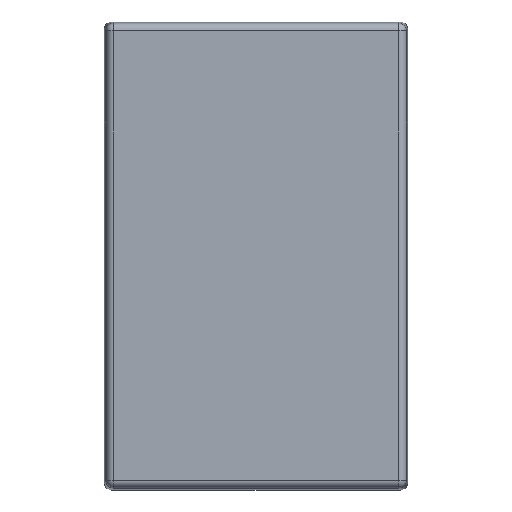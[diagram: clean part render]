
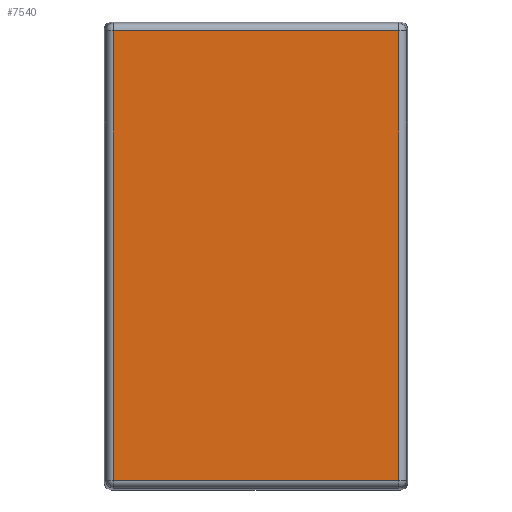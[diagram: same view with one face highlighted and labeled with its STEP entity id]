
A CAD part, top view. The second image highlights one B-rep face of the part: STEP entity #7540.
In plain terms, the highlighted planar face has unit normal (0, 0, 1).
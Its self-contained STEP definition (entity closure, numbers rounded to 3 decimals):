
#7150=CARTESIAN_POINT('',(0.,0.,15.));
#7160=DIRECTION('',(0.,-0.,1.));
#7170=DIRECTION('',(1.,0.,-0.));
#7180=AXIS2_PLACEMENT_3D('',#7150,#7160,#7170);
#7190=PLANE('',#7180);
#7200=CARTESIAN_POINT('',(30.683,0.,15.));
#7210=DIRECTION('',(0.,-1.,0.));
#7220=VECTOR('',#7210,1.);
#7230=LINE('',#7200,#7220);
#7240=CARTESIAN_POINT('',(30.683,80.804,15.));
#7250=VERTEX_POINT('',#7240);
#7260=CARTESIAN_POINT('',(30.683,45.256,15.));
#7270=VERTEX_POINT('',#7260);
#7280=EDGE_CURVE('',#7250,#7270,#7230,.T.);
#7290=ORIENTED_EDGE('',*,*,#7280,.F.);
#7300=CARTESIAN_POINT('',(0.,45.256,15.));
#7310=DIRECTION('',(-1.,0.,0.));
#7320=VECTOR('',#7310,1.);
#7330=LINE('',#7300,#7320);
#7340=CARTESIAN_POINT('',(8.135,45.256,15.));
#7350=VERTEX_POINT('',#7340);
#7360=EDGE_CURVE('',#7270,#7350,#7330,.T.);
#7370=ORIENTED_EDGE('',*,*,#7360,.F.);
#7380=CARTESIAN_POINT('',(8.135,0.,15.));
#7390=DIRECTION('',(0.,1.,0.));
#7400=VECTOR('',#7390,1.);
#7410=LINE('',#7380,#7400);
#7420=CARTESIAN_POINT('',(8.135,80.804,15.));
#7430=VERTEX_POINT('',#7420);
#7440=EDGE_CURVE('',#7350,#7430,#7410,.T.);
#7450=ORIENTED_EDGE('',*,*,#7440,.F.);
#7460=CARTESIAN_POINT('',(0.,80.804,15.));
#7470=DIRECTION('',(1.,0.,-0.));
#7480=VECTOR('',#7470,1.);
#7490=LINE('',#7460,#7480);
#7500=EDGE_CURVE('',#7430,#7250,#7490,.T.);
#7510=ORIENTED_EDGE('',*,*,#7500,.F.);
#7520=EDGE_LOOP('',(#7510,#7450,#7370,#7290));
#7530=FACE_OUTER_BOUND('',#7520,.T.);
#7540=ADVANCED_FACE('',(#7530),#7190,.T.);
